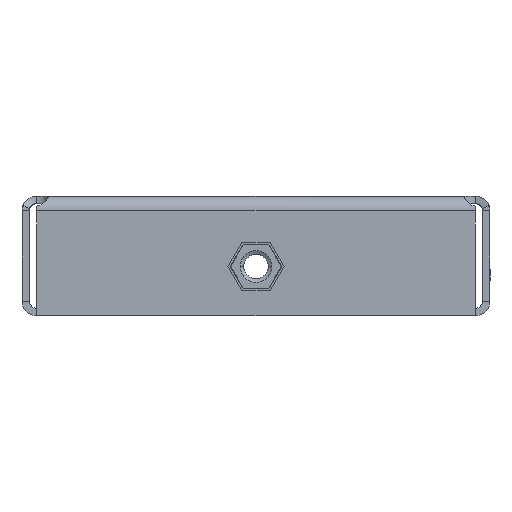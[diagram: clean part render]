
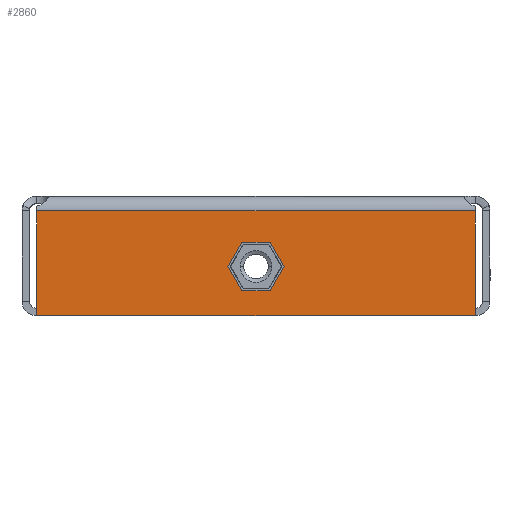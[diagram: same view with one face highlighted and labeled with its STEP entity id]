
A CAD part, left-side view. The second image highlights one B-rep face of the part: STEP entity #2860.
In plain terms, the highlighted planar face has unit normal (-1, 0, 0).
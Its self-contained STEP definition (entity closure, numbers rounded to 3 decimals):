
#86 = LINE ( 'NONE', #5100, #3731 ) ;
#101 = ORIENTED_EDGE ( 'NONE', *, *, #1567, .T. ) ;
#103 = CARTESIAN_POINT ( 'NONE',  ( -102., 0., -9.8 ) ) ;
#105 = ORIENTED_EDGE ( 'NONE', *, *, #3678, .T. ) ;
#126 = CARTESIAN_POINT ( 'NONE',  ( -102., -5.312, -14.4 ) ) ;
#238 = DIRECTION ( 'NONE',  ( 0., -0.5, -0.866 ) ) ;
#241 = EDGE_CURVE ( 'NONE', #2553, #2838, #3416, .T. ) ;
#322 = VERTEX_POINT ( 'NONE', #2086 ) ;
#675 = VECTOR ( 'NONE', #1033, 1000. ) ;
#892 = CARTESIAN_POINT ( 'NONE',  ( -102., 2.656, -19. ) ) ;
#932 = CARTESIAN_POINT ( 'NONE',  ( -102., -45., -3. ) ) ;
#1011 = CARTESIAN_POINT ( 'NONE',  ( -102., -2.656, -9.8 ) ) ;
#1033 = DIRECTION ( 'NONE',  ( 0., -1., 0. ) ) ;
#1133 = CARTESIAN_POINT ( 'NONE',  ( -102., 0., -19. ) ) ;
#1160 = FACE_BOUND ( 'NONE', #3884, .T. ) ;
#1413 = CARTESIAN_POINT ( 'NONE',  ( -102., -10.219, -5.9 ) ) ;
#1475 = CARTESIAN_POINT ( 'NONE',  ( -102., -45., -3. ) ) ;
#1477 = VERTEX_POINT ( 'NONE', #1618 ) ;
#1567 = EDGE_CURVE ( 'NONE', #2681, #1477, #2579, .T. ) ;
#1581 = LINE ( 'NONE', #1133, #4469 ) ;
#1618 = CARTESIAN_POINT ( 'NONE',  ( -102., 45., -24.5 ) ) ;
#1669 = LINE ( 'NONE', #5186, #2901 ) ;
#1718 = ORIENTED_EDGE ( 'NONE', *, *, #4686, .T. ) ;
#1738 = EDGE_CURVE ( 'NONE', #4826, #4571, #86, .T. ) ;
#1976 = EDGE_CURVE ( 'NONE', #2838, #2619, #2471, .T. ) ;
#2044 = CARTESIAN_POINT ( 'NONE',  ( -102., 2.252, -1.3 ) ) ;
#2086 = CARTESIAN_POINT ( 'NONE',  ( -102., -2.656, -19. ) ) ;
#2149 = ORIENTED_EDGE ( 'NONE', *, *, #5304, .T. ) ;
#2255 = ORIENTED_EDGE ( 'NONE', *, *, #2485, .T. ) ;
#2282 = LINE ( 'NONE', #1475, #3335 ) ;
#2337 = LINE ( 'NONE', #1413, #4985 ) ;
#2471 = LINE ( 'NONE', #103, #675 ) ;
#2485 = EDGE_CURVE ( 'NONE', #5374, #322, #2337, .T. ) ;
#2553 = VERTEX_POINT ( 'NONE', #5598 ) ;
#2579 = LINE ( 'NONE', #4006, #4208 ) ;
#2618 = VECTOR ( 'NONE', #5548, 1000. ) ;
#2619 = VERTEX_POINT ( 'NONE', #1011 ) ;
#2681 = VERTEX_POINT ( 'NONE', #5094 ) ;
#2726 = CARTESIAN_POINT ( 'NONE',  ( -102., -45., -24.5 ) ) ;
#2838 = VERTEX_POINT ( 'NONE', #4730 ) ;
#2860 = ADVANCED_FACE ( 'NONE', ( #1160, #2883 ), #4702, .F. ) ;
#2883 = FACE_OUTER_BOUND ( 'NONE', #3940, .T. ) ;
#2893 = AXIS2_PLACEMENT_3D ( 'NONE', #5617, #4277, #4840 ) ;
#2901 = VECTOR ( 'NONE', #3452, 1000. ) ;
#3155 = ORIENTED_EDGE ( 'NONE', *, *, #1976, .T. ) ;
#3335 = VECTOR ( 'NONE', #4116, 1000. ) ;
#3416 = LINE ( 'NONE', #5236, #3430 ) ;
#3430 = VECTOR ( 'NONE', #4790, 1000. ) ;
#3452 = DIRECTION ( 'NONE',  ( 0., -1., 0. ) ) ;
#3654 = ORIENTED_EDGE ( 'NONE', *, *, #1738, .T. ) ;
#3675 = VECTOR ( 'NONE', #238, 1000. ) ;
#3678 = EDGE_CURVE ( 'NONE', #1477, #4826, #1669, .T. ) ;
#3704 = LINE ( 'NONE', #2044, #3675 ) ;
#3731 = VECTOR ( 'NONE', #5567, 1000. ) ;
#3836 = DIRECTION ( 'NONE',  ( 0., 1., 0. ) ) ;
#3884 = EDGE_LOOP ( 'NONE', ( #2255, #1718, #2149, #5814, #3155, #4316 ) ) ;
#3940 = EDGE_LOOP ( 'NONE', ( #4879, #101, #105, #3654 ) ) ;
#4006 = CARTESIAN_POINT ( 'NONE',  ( -102., 45., 0. ) ) ;
#4116 = DIRECTION ( 'NONE',  ( 0., -1., 0. ) ) ;
#4208 = VECTOR ( 'NONE', #5007, 1000. ) ;
#4277 = DIRECTION ( 'NONE',  ( 1., 0., 0. ) ) ;
#4316 = ORIENTED_EDGE ( 'NONE', *, *, #5330, .T. ) ;
#4469 = VECTOR ( 'NONE', #3836, 1000. ) ;
#4571 = VERTEX_POINT ( 'NONE', #932 ) ;
#4660 = LINE ( 'NONE', #5112, #2618 ) ;
#4686 = EDGE_CURVE ( 'NONE', #322, #5897, #1581, .T. ) ;
#4702 = PLANE ( 'NONE',  #2893 ) ;
#4730 = CARTESIAN_POINT ( 'NONE',  ( -102., 2.656, -9.8 ) ) ;
#4790 = DIRECTION ( 'NONE',  ( 0., -0.5, 0.866 ) ) ;
#4826 = VERTEX_POINT ( 'NONE', #2726 ) ;
#4840 = DIRECTION ( 'NONE',  ( 0., 0., -1. ) ) ;
#4879 = ORIENTED_EDGE ( 'NONE', *, *, #5268, .F. ) ;
#4985 = VECTOR ( 'NONE', #5484, 1000. ) ;
#5007 = DIRECTION ( 'NONE',  ( 0., 0., -1. ) ) ;
#5094 = CARTESIAN_POINT ( 'NONE',  ( -102., 45., -3. ) ) ;
#5100 = CARTESIAN_POINT ( 'NONE',  ( -102., -45., 0. ) ) ;
#5112 = CARTESIAN_POINT ( 'NONE',  ( -102., 10.219, -5.9 ) ) ;
#5186 = CARTESIAN_POINT ( 'NONE',  ( -102., 0., -24.5 ) ) ;
#5236 = CARTESIAN_POINT ( 'NONE',  ( -102., -2.252, -1.3 ) ) ;
#5268 = EDGE_CURVE ( 'NONE', #2681, #4571, #2282, .T. ) ;
#5304 = EDGE_CURVE ( 'NONE', #5897, #2553, #4660, .T. ) ;
#5330 = EDGE_CURVE ( 'NONE', #2619, #5374, #3704, .T. ) ;
#5374 = VERTEX_POINT ( 'NONE', #126 ) ;
#5484 = DIRECTION ( 'NONE',  ( 0., 0.5, -0.866 ) ) ;
#5548 = DIRECTION ( 'NONE',  ( 0., 0.5, 0.866 ) ) ;
#5567 = DIRECTION ( 'NONE',  ( 0., 0., 1. ) ) ;
#5598 = CARTESIAN_POINT ( 'NONE',  ( -102., 5.312, -14.4 ) ) ;
#5617 = CARTESIAN_POINT ( 'NONE',  ( -102., 0., 0. ) ) ;
#5814 = ORIENTED_EDGE ( 'NONE', *, *, #241, .T. ) ;
#5897 = VERTEX_POINT ( 'NONE', #892 ) ;
